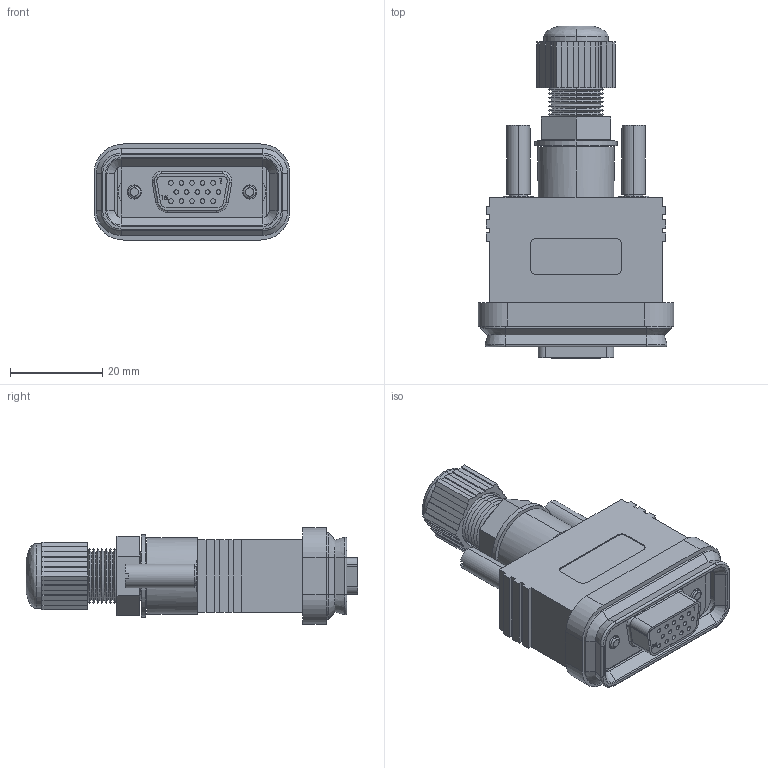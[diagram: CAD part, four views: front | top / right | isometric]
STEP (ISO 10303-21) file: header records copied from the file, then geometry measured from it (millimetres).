
FILE_DESCRIPTION (( 'STEP AP214' ), '1' );
FILE_NAME ('WPHDB15P-KIT.STEP', '2017-10-24T15:05:22', ( '' ), ( '' ), 'SwSTEP 2.0', 'SolidWorks 2014', '' );
FILE_SCHEMA (( 'AUTOMOTIVE_DESIGN' ));
Length unit declared in the file: inch
Products named in the file (11): WPHDB15P-KIT; 1AC03-012; WPDB9S-MA5; WPDB9S-MA4; WPDB9S-MA6; WPDB9S-MA7; WPDB9S-MA1; WPDB9S-MA2; WPDB9S-MA3; WPDB9S-MA8; WP_D-SUB_9-Pin
Assembly tree (13 placements, depth 2):
  WPHDB15P-KIT
    WP_D-SUB_9-Pin
    WPDB9S-MA8
    WPDB9S-MA3  x2
    WPDB9S-MA2  x2
    WPDB9S-MA1  x2
    WPDB9S-MA7
    WPDB9S-MA6
    WPDB9S-MA4
    WPDB9S-MA5
    1AC03-012
Bounding box: 42.42 x 71.94 x 20.83 mm (x, y, z)
Volume: 15269.4 mm3; surface area: 19754.3 mm2
Topology: 13 solids, 13 shells, 966 faces, 2214 edges, 1333 vertices
Faces by surface type: plane 411, cylinder 317, cone 192, torus 36, bspline 10
Entity records: 28610 total; most frequent: CARTESIAN_POINT 4896, DIRECTION 4481, ORIENTED_EDGE 4052, EDGE_CURVE 2026, AXIS2_PLACEMENT_3D 1650, VERTEX_POINT 1227, LINE 1181, VECTOR 1181
